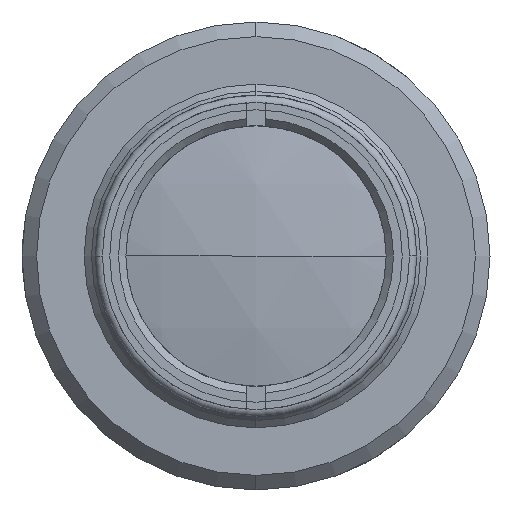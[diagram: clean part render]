
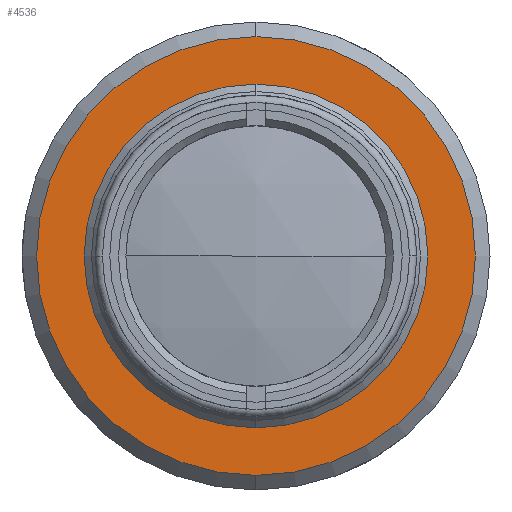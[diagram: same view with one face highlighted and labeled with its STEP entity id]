
A CAD part, left-side view. The second image highlights one B-rep face of the part: STEP entity #4536.
In plain terms, the highlighted planar face has unit normal (-1, 0, 0).
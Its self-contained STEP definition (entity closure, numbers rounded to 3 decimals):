
#42 = FACE_OUTER_BOUND ( 'NONE', #3273, .T. ) ;
#69 = ORIENTED_EDGE ( 'NONE', *, *, #4175, .T. ) ;
#349 = CARTESIAN_POINT ( 'NONE',  ( 43.02, 0., 0. ) ) ;
#374 = ORIENTED_EDGE ( 'NONE', *, *, #2532, .T. ) ;
#377 = DIRECTION ( 'NONE',  ( 1., 0., 0. ) ) ;
#594 = CIRCLE ( 'NONE', #4853, 30. ) ;
#758 = DIRECTION ( 'NONE',  ( 0., 0., -1. ) ) ;
#964 = CARTESIAN_POINT ( 'NONE',  ( 43.02, 0., 0. ) ) ;
#1001 = CIRCLE ( 'NONE', #4697, 23.5 ) ;
#1043 = DIRECTION ( 'NONE',  ( 0., 0., -1. ) ) ;
#1069 = EDGE_CURVE ( 'NONE', #2607, #4817, #4345, .T. ) ;
#1104 = DIRECTION ( 'NONE',  ( 0., 0., -1. ) ) ;
#1182 = CARTESIAN_POINT ( 'NONE',  ( 43.02, 0., 0. ) ) ;
#1280 = CARTESIAN_POINT ( 'NONE',  ( 43.02, 0., -23.5 ) ) ;
#1359 = CARTESIAN_POINT ( 'NONE',  ( 43.02, 0., 30. ) ) ;
#1995 = CARTESIAN_POINT ( 'NONE',  ( 43.02, 0., -30. ) ) ;
#2003 = VERTEX_POINT ( 'NONE', #1359 ) ;
#2092 = DIRECTION ( 'NONE',  ( 1., 0., 0. ) ) ;
#2250 = CARTESIAN_POINT ( 'NONE',  ( 43.02, 32., 0. ) ) ;
#2324 = DIRECTION ( 'NONE',  ( -1., 0., 0. ) ) ;
#2532 = EDGE_CURVE ( 'NONE', #2003, #4939, #2827, .T. ) ;
#2579 = AXIS2_PLACEMENT_3D ( 'NONE', #964, #2092, #1043 ) ;
#2607 = VERTEX_POINT ( 'NONE', #1280 ) ;
#2676 = AXIS2_PLACEMENT_3D ( 'NONE', #2711, #2734, #758 ) ;
#2711 = CARTESIAN_POINT ( 'NONE',  ( 43.02, 0., 0. ) ) ;
#2734 = DIRECTION ( 'NONE',  ( -1., 0., 0. ) ) ;
#2827 = CIRCLE ( 'NONE', #2676, 30. ) ;
#3022 = FACE_BOUND ( 'NONE', #3141, .T. ) ;
#3067 = DIRECTION ( 'NONE',  ( 1., 0., 0. ) ) ;
#3141 = EDGE_LOOP ( 'NONE', ( #3738, #3836 ) ) ;
#3273 = EDGE_LOOP ( 'NONE', ( #69, #374 ) ) ;
#3338 = CARTESIAN_POINT ( 'NONE',  ( 43.02, 0., 23.5 ) ) ;
#3453 = DIRECTION ( 'NONE',  ( 0., 0., -1. ) ) ;
#3473 = PLANE ( 'NONE',  #3903 ) ;
#3738 = ORIENTED_EDGE ( 'NONE', *, *, #1069, .T. ) ;
#3836 = ORIENTED_EDGE ( 'NONE', *, *, #4138, .T. ) ;
#3883 = DIRECTION ( 'NONE',  ( 0., 0., -1. ) ) ;
#3903 = AXIS2_PLACEMENT_3D ( 'NONE', #2250, #3067, #3883 ) ;
#4138 = EDGE_CURVE ( 'NONE', #4817, #2607, #1001, .T. ) ;
#4175 = EDGE_CURVE ( 'NONE', #4939, #2003, #594, .T. ) ;
#4345 = CIRCLE ( 'NONE', #2579, 23.5 ) ;
#4536 = ADVANCED_FACE ( 'NONE', ( #42, #3022 ), #3473, .F. ) ;
#4697 = AXIS2_PLACEMENT_3D ( 'NONE', #349, #377, #3453 ) ;
#4817 = VERTEX_POINT ( 'NONE', #3338 ) ;
#4853 = AXIS2_PLACEMENT_3D ( 'NONE', #1182, #2324, #1104 ) ;
#4939 = VERTEX_POINT ( 'NONE', #1995 ) ;
